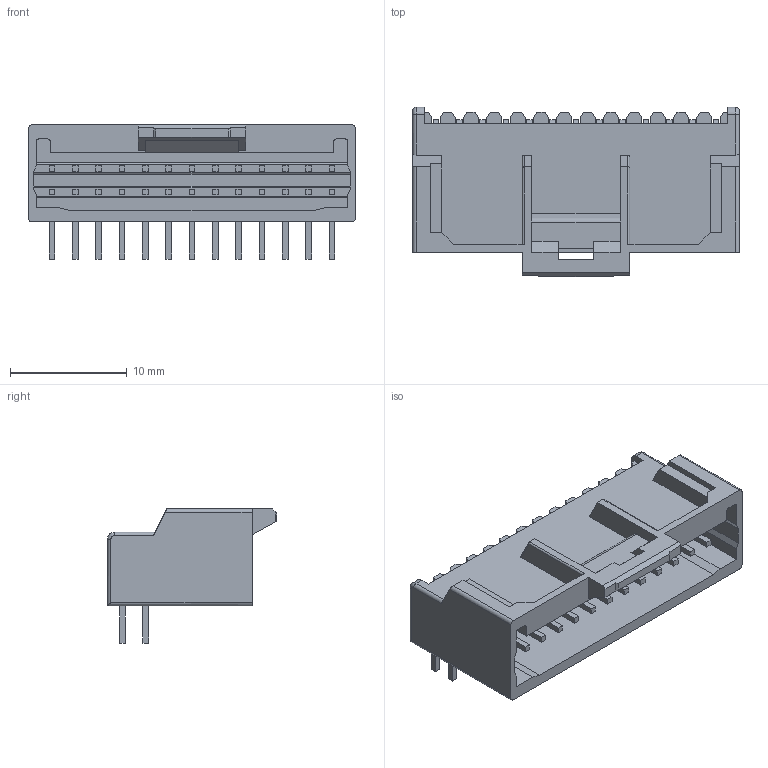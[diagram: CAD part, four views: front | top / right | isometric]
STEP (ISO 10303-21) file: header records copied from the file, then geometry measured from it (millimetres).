
FILE_DESCRIPTION (( 'STEP AP214' ), '1' );
FILE_NAME ('5018762640.STEP', '2012-04-04T15:21:22', ( 'JFDuval' ), ( '' ), 'SwSTEP 2.0', 'SolidWorks 2010', '' );
FILE_SCHEMA (( 'AUTOMOTIVE_DESIGN' ));
Length unit declared in the file: millimetre
Products named in the file (1): 5018762640
Bounding box: 28 x 14.5 x 11.5 mm (x, y, z)
Volume: 1271 mm3; surface area: 2872.7 mm2
Topology: 1 solids, 1 shells, 754 faces, 2067 edges, 1366 vertices
Faces by surface type: plane 629, cylinder 123, torus 1, bspline 1
Entity records: 23632 total; most frequent: CARTESIAN_POINT 4242, ORIENTED_EDGE 4134, DIRECTION 3797, EDGE_CURVE 2067, LINE 1823, VECTOR 1823, VERTEX_POINT 1366, AXIS2_PLACEMENT_3D 987
